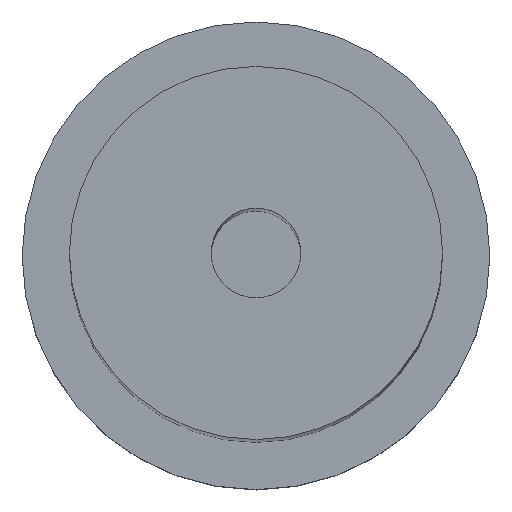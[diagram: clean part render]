
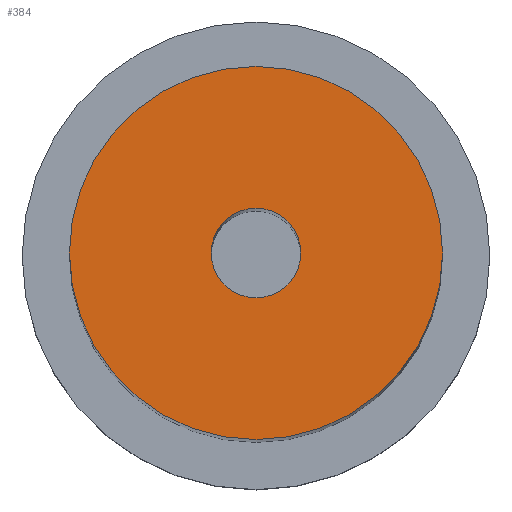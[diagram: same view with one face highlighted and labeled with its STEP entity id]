
A CAD part, top view. The second image highlights one B-rep face of the part: STEP entity #384.
In plain terms, the highlighted planar face has unit normal (0, 0, 1).
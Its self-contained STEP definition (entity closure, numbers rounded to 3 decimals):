
#1 = VERTEX_POINT ( 'NONE', #134 ) ;
#14 = DIRECTION ( 'NONE',  ( 0., 0., 1. ) ) ;
#17 = CARTESIAN_POINT ( 'NONE',  ( 0., 0., 32.7 ) ) ;
#20 = AXIS2_PLACEMENT_3D ( 'NONE', #17, #366, #334 ) ;
#28 = CARTESIAN_POINT ( 'NONE',  ( -3.75, 0., 32.7 ) ) ;
#45 = EDGE_CURVE ( 'NONE', #159, #360, #94, .T. ) ;
#60 = ORIENTED_EDGE ( 'NONE', *, *, #327, .F. ) ;
#73 = CARTESIAN_POINT ( 'NONE',  ( 0., 0., 32.7 ) ) ;
#77 = CARTESIAN_POINT ( 'NONE',  ( 0., 0., 32.7 ) ) ;
#85 = AXIS2_PLACEMENT_3D ( 'NONE', #299, #14, #238 ) ;
#91 = VERTEX_POINT ( 'NONE', #131 ) ;
#94 = CIRCLE ( 'NONE', #371, 3.75 ) ;
#112 = DIRECTION ( 'NONE',  ( 1., 0., 0. ) ) ;
#114 = FACE_OUTER_BOUND ( 'NONE', #253, .T. ) ;
#121 = ORIENTED_EDGE ( 'NONE', *, *, #45, .T. ) ;
#126 = EDGE_CURVE ( 'NONE', #1, #91, #254, .T. ) ;
#130 = CIRCLE ( 'NONE', #20, 0.9 ) ;
#131 = CARTESIAN_POINT ( 'NONE',  ( 0.9, 0., 32.7 ) ) ;
#133 = CARTESIAN_POINT ( 'NONE',  ( 0., 0., 32.7 ) ) ;
#134 = CARTESIAN_POINT ( 'NONE',  ( -0.9, 0., 32.7 ) ) ;
#140 = DIRECTION ( 'NONE',  ( 0., 0., 1. ) ) ;
#159 = VERTEX_POINT ( 'NONE', #28 ) ;
#209 = FACE_BOUND ( 'NONE', #352, .T. ) ;
#210 = PLANE ( 'NONE',  #358 ) ;
#218 = AXIS2_PLACEMENT_3D ( 'NONE', #133, #260, #319 ) ;
#226 = ORIENTED_EDGE ( 'NONE', *, *, #126, .F. ) ;
#238 = DIRECTION ( 'NONE',  ( 1., 0., 0. ) ) ;
#240 = EDGE_CURVE ( 'NONE', #360, #159, #388, .T. ) ;
#253 = EDGE_LOOP ( 'NONE', ( #121, #329 ) ) ;
#254 = CIRCLE ( 'NONE', #85, 0.9 ) ;
#260 = DIRECTION ( 'NONE',  ( 0., 0., 1. ) ) ;
#262 = DIRECTION ( 'NONE',  ( 0., 0., 1. ) ) ;
#276 = CARTESIAN_POINT ( 'NONE',  ( 3.75, 0., 32.7 ) ) ;
#299 = CARTESIAN_POINT ( 'NONE',  ( 0., 0., 32.7 ) ) ;
#319 = DIRECTION ( 'NONE',  ( 1., 0., 0. ) ) ;
#327 = EDGE_CURVE ( 'NONE', #91, #1, #130, .T. ) ;
#329 = ORIENTED_EDGE ( 'NONE', *, *, #240, .T. ) ;
#334 = DIRECTION ( 'NONE',  ( 1., 0., 0. ) ) ;
#338 = DIRECTION ( 'NONE',  ( 1., 0., 0. ) ) ;
#352 = EDGE_LOOP ( 'NONE', ( #226, #60 ) ) ;
#358 = AXIS2_PLACEMENT_3D ( 'NONE', #77, #140, #338 ) ;
#360 = VERTEX_POINT ( 'NONE', #276 ) ;
#366 = DIRECTION ( 'NONE',  ( 0., 0., 1. ) ) ;
#371 = AXIS2_PLACEMENT_3D ( 'NONE', #73, #262, #112 ) ;
#384 = ADVANCED_FACE ( 'NONE', ( #114, #209 ), #210, .T. ) ;
#388 = CIRCLE ( 'NONE', #218, 3.75 ) ;
